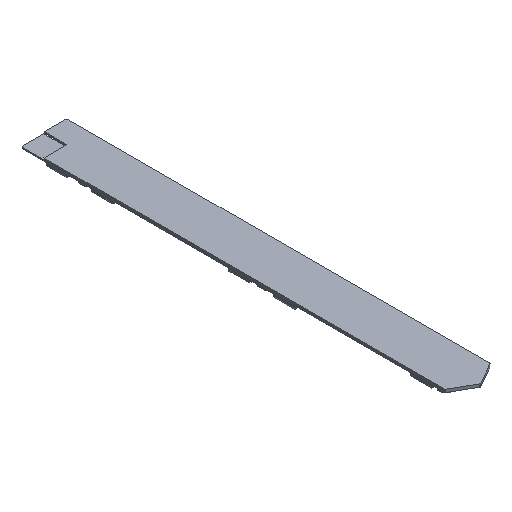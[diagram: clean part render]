
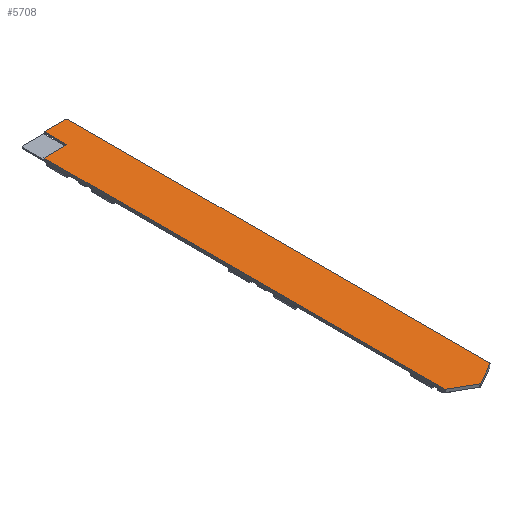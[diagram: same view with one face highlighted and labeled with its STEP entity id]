
A CAD part, isometric view. The second image highlights one B-rep face of the part: STEP entity #5708.
In plain terms, the highlighted planar face has unit normal (0, 0, 1).
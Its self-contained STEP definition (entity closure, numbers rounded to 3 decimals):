
#34 = CARTESIAN_POINT ( 'NONE',  ( -14.077, -71.593, 0.452 ) ) ;
#47 = CIRCLE ( 'NONE', #13093, 0.352 ) ;
#340 = AXIS2_PLACEMENT_3D ( 'NONE', #10197, #5889, #13540 ) ;
#556 = CARTESIAN_POINT ( 'NONE',  ( -29.731, -71.898, 0.452 ) ) ;
#564 = CARTESIAN_POINT ( 'NONE',  ( -14.077, 75.986, 0.452 ) ) ;
#620 = CARTESIAN_POINT ( 'NONE',  ( -22.168, -76.264, 0.452 ) ) ;
#633 = EDGE_CURVE ( 'NONE', #10906, #13101, #11525, .T. ) ;
#774 = EDGE_CURVE ( 'NONE', #5692, #10787, #13374, .T. ) ;
#806 = CARTESIAN_POINT ( 'NONE',  ( -21.816, -76.264, 0.452 ) ) ;
#877 = CARTESIAN_POINT ( 'NONE',  ( -14.077, -71.883, 0.452 ) ) ;
#995 = EDGE_CURVE ( 'NONE', #8987, #4223, #10471, .T. ) ;
#1148 = ORIENTED_EDGE ( 'NONE', *, *, #774, .T. ) ;
#1245 = VECTOR ( 'NONE', #3761, 1000. ) ;
#1343 = DIRECTION ( 'NONE',  ( 1., 0., 0. ) ) ;
#1518 = CIRCLE ( 'NONE', #12664, 0.352 ) ;
#1731 = LINE ( 'NONE', #10458, #11096 ) ;
#1966 = ORIENTED_EDGE ( 'NONE', *, *, #9744, .T. ) ;
#2113 = EDGE_CURVE ( 'NONE', #4223, #10686, #4791, .T. ) ;
#2156 = LINE ( 'NONE', #11161, #2687 ) ;
#2659 = PLANE ( 'NONE',  #12197 ) ;
#2687 = VECTOR ( 'NONE', #1343, 1000. ) ;
#2741 = CIRCLE ( 'NONE', #3504, 0.353 ) ;
#2800 = LINE ( 'NONE', #6945, #1245 ) ;
#2813 = DIRECTION ( 'NONE',  ( 0., 0., 1. ) ) ;
#3504 = AXIS2_PLACEMENT_3D ( 'NONE', #10330, #8061, #13389 ) ;
#3761 = DIRECTION ( 'NONE',  ( 0., -1., 0. ) ) ;
#3767 = CARTESIAN_POINT ( 'NONE',  ( -21.992, 72.469, 0.452 ) ) ;
#3835 = VERTEX_POINT ( 'NONE', #34 ) ;
#3837 = CARTESIAN_POINT ( 'NONE',  ( -21.892, 78.736, 0.452 ) ) ;
#4045 = EDGE_CURVE ( 'NONE', #3835, #10686, #2741, .T. ) ;
#4223 = VERTEX_POINT ( 'NONE', #806 ) ;
#4494 = DIRECTION ( 'NONE',  ( -1., 0., 0. ) ) ;
#4712 = EDGE_CURVE ( 'NONE', #10787, #13101, #1731, .T. ) ;
#4791 = LINE ( 'NONE', #9342, #13002 ) ;
#5034 = DIRECTION ( 'NONE',  ( -1., 0., 0. ) ) ;
#5285 = EDGE_CURVE ( 'NONE', #3835, #5692, #9029, .T. ) ;
#5554 = ORIENTED_EDGE ( 'NONE', *, *, #13864, .T. ) ;
#5588 = VERTEX_POINT ( 'NONE', #5883 ) ;
#5692 = VERTEX_POINT ( 'NONE', #564 ) ;
#5708 = ADVANCED_FACE ( 'NONE', ( #6310 ), #2659, .T. ) ;
#5883 = CARTESIAN_POINT ( 'NONE',  ( -29.907, -71.593, 0.452 ) ) ;
#5889 = DIRECTION ( 'NONE',  ( 0., 0., 1. ) ) ;
#6033 = EDGE_CURVE ( 'NONE', #5588, #12215, #1518, .T. ) ;
#6310 = FACE_OUTER_BOUND ( 'NONE', #12351, .T. ) ;
#6332 = CARTESIAN_POINT ( 'NONE',  ( -21.992, -75.959, 0.452 ) ) ;
#6945 = CARTESIAN_POINT ( 'NONE',  ( -29.907, 76.489, 0.452 ) ) ;
#7077 = CARTESIAN_POINT ( 'NONE',  ( -14.253, -71.898, 0.452 ) ) ;
#7124 = CARTESIAN_POINT ( 'NONE',  ( -21.992, -76.311, 0.452 ) ) ;
#7149 = DIRECTION ( 'NONE',  ( 0., 1., 0. ) ) ;
#7181 = DIRECTION ( 'NONE',  ( -1., 0., 0. ) ) ;
#7311 = ORIENTED_EDGE ( 'NONE', *, *, #6033, .T. ) ;
#7441 = ORIENTED_EDGE ( 'NONE', *, *, #5285, .T. ) ;
#7462 = ORIENTED_EDGE ( 'NONE', *, *, #2113, .T. ) ;
#7812 = EDGE_CURVE ( 'NONE', #10366, #10906, #2156, .T. ) ;
#7896 = CARTESIAN_POINT ( 'NONE',  ( -29.555, -71.593, 0.452 ) ) ;
#8061 = DIRECTION ( 'NONE',  ( 0., 0., -1. ) ) ;
#8275 = ORIENTED_EDGE ( 'NONE', *, *, #633, .F. ) ;
#8520 = VERTEX_POINT ( 'NONE', #620 ) ;
#8614 = VECTOR ( 'NONE', #11516, 1000. ) ;
#8622 = DIRECTION ( 'NONE',  ( 0., 0., 1. ) ) ;
#8626 = DIRECTION ( 'NONE',  ( 0.866, -0.5, 0. ) ) ;
#8813 = ORIENTED_EDGE ( 'NONE', *, *, #7812, .F. ) ;
#8828 = ORIENTED_EDGE ( 'NONE', *, *, #13580, .T. ) ;
#8987 = VERTEX_POINT ( 'NONE', #7124 ) ;
#9029 = LINE ( 'NONE', #877, #9402 ) ;
#9342 = CARTESIAN_POINT ( 'NONE',  ( -22.067, -76.409, 0.452 ) ) ;
#9346 = CARTESIAN_POINT ( 'NONE',  ( -21.992, -75.959, 0.452 ) ) ;
#9402 = VECTOR ( 'NONE', #10773, 1000. ) ;
#9744 = EDGE_CURVE ( 'NONE', #8520, #8987, #47, .T. ) ;
#10197 = CARTESIAN_POINT ( 'NONE',  ( -14.429, 75.986, 0.452 ) ) ;
#10330 = CARTESIAN_POINT ( 'NONE',  ( -14.429, -71.593, 0.452 ) ) ;
#10334 = DIRECTION ( 'NONE',  ( 0.866, 0.5, 0. ) ) ;
#10366 = VERTEX_POINT ( 'NONE', #12091 ) ;
#10458 = CARTESIAN_POINT ( 'NONE',  ( -13.927, 76.339, 0.452 ) ) ;
#10471 = CIRCLE ( 'NONE', #12053, 0.352 ) ;
#10655 = VECTOR ( 'NONE', #8626, 1000. ) ;
#10686 = VERTEX_POINT ( 'NONE', #7077 ) ;
#10773 = DIRECTION ( 'NONE',  ( 0., 1., 0. ) ) ;
#10787 = VERTEX_POINT ( 'NONE', #12901 ) ;
#10865 = CARTESIAN_POINT ( 'NONE',  ( -21.892, 68.449, 0.452 ) ) ;
#10906 = VERTEX_POINT ( 'NONE', #10865 ) ;
#11024 = DIRECTION ( 'NONE',  ( 0., 0., 1. ) ) ;
#11096 = VECTOR ( 'NONE', #7181, 1000. ) ;
#11134 = ORIENTED_EDGE ( 'NONE', *, *, #995, .T. ) ;
#11161 = CARTESIAN_POINT ( 'NONE',  ( -30.057, 68.449, 0.452 ) ) ;
#11337 = LINE ( 'NONE', #12928, #10655 ) ;
#11516 = DIRECTION ( 'NONE',  ( 0., 1., 0. ) ) ;
#11525 = LINE ( 'NONE', #3837, #8614 ) ;
#11920 = ORIENTED_EDGE ( 'NONE', *, *, #4712, .T. ) ;
#12053 = AXIS2_PLACEMENT_3D ( 'NONE', #9346, #13783, #5034 ) ;
#12073 = CARTESIAN_POINT ( 'NONE',  ( -21.892, 76.339, 0.452 ) ) ;
#12091 = CARTESIAN_POINT ( 'NONE',  ( -29.907, 68.449, 0.452 ) ) ;
#12197 = AXIS2_PLACEMENT_3D ( 'NONE', #3767, #2813, #7149 ) ;
#12215 = VERTEX_POINT ( 'NONE', #556 ) ;
#12351 = EDGE_LOOP ( 'NONE', ( #13761, #7441, #1148, #11920, #8275, #8813, #5554, #7311, #8828, #1966, #11134, #7462 ) ) ;
#12664 = AXIS2_PLACEMENT_3D ( 'NONE', #7896, #11024, #4494 ) ;
#12901 = CARTESIAN_POINT ( 'NONE',  ( -14.429, 76.339, 0.452 ) ) ;
#12928 = CARTESIAN_POINT ( 'NONE',  ( -29.982, -71.753, 0.452 ) ) ;
#13002 = VECTOR ( 'NONE', #10334, 1000. ) ;
#13093 = AXIS2_PLACEMENT_3D ( 'NONE', #6332, #8622, #14063 ) ;
#13101 = VERTEX_POINT ( 'NONE', #12073 ) ;
#13374 = CIRCLE ( 'NONE', #340, 0.353 ) ;
#13389 = DIRECTION ( 'NONE',  ( -1., 0., 0. ) ) ;
#13540 = DIRECTION ( 'NONE',  ( -1., 0., 0. ) ) ;
#13580 = EDGE_CURVE ( 'NONE', #12215, #8520, #11337, .T. ) ;
#13761 = ORIENTED_EDGE ( 'NONE', *, *, #4045, .F. ) ;
#13783 = DIRECTION ( 'NONE',  ( 0., 0., 1. ) ) ;
#13864 = EDGE_CURVE ( 'NONE', #10366, #5588, #2800, .T. ) ;
#14063 = DIRECTION ( 'NONE',  ( -1., 0., 0. ) ) ;
